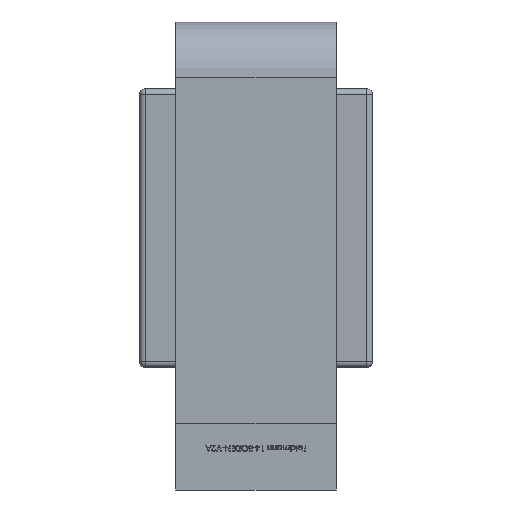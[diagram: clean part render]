
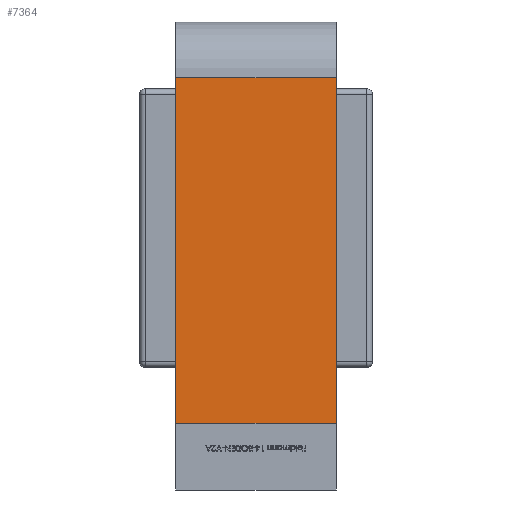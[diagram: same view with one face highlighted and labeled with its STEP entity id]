
A CAD part, front view. The second image highlights one B-rep face of the part: STEP entity #7364.
In plain terms, the highlighted planar face has unit normal (0, -1, 0).
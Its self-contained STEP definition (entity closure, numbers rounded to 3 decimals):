
#79 = CARTESIAN_POINT ( 'NONE',  ( 7.2, -5., 31. ) ) ;
#194 = VECTOR ( 'NONE', #8307, 1000. ) ;
#414 = EDGE_CURVE ( 'NONE', #9322, #13147, #3936, .T. ) ;
#645 = VERTEX_POINT ( 'NONE', #3107 ) ;
#3107 = CARTESIAN_POINT ( 'NONE',  ( -7.2, -5., 0. ) ) ;
#3133 = DIRECTION ( 'NONE',  ( 0., 1., 0. ) ) ;
#3220 = LINE ( 'NONE', #7268, #194 ) ;
#3669 = ORIENTED_EDGE ( 'NONE', *, *, #5071, .F. ) ;
#3771 = LINE ( 'NONE', #7518, #5241 ) ;
#3936 = LINE ( 'NONE', #11265, #10411 ) ;
#4624 = VECTOR ( 'NONE', #6474, 1000. ) ;
#4630 = VERTEX_POINT ( 'NONE', #5508 ) ;
#4926 = DIRECTION ( 'NONE',  ( 0., 0., -1. ) ) ;
#4990 = FACE_OUTER_BOUND ( 'NONE', #12398, .T. ) ;
#5071 = EDGE_CURVE ( 'NONE', #13147, #645, #3220, .T. ) ;
#5241 = VECTOR ( 'NONE', #6303, 1000. ) ;
#5508 = CARTESIAN_POINT ( 'NONE',  ( -7.2, -5., 31. ) ) ;
#6292 = LINE ( 'NONE', #6392, #4624 ) ;
#6303 = DIRECTION ( 'NONE',  ( -1., 0., 0. ) ) ;
#6392 = CARTESIAN_POINT ( 'NONE',  ( -7.2, -5., 31. ) ) ;
#6474 = DIRECTION ( 'NONE',  ( 0., 0., -1. ) ) ;
#7268 = CARTESIAN_POINT ( 'NONE',  ( 7.2, -5., 0. ) ) ;
#7364 = ADVANCED_FACE ( 'NONE', ( #4990 ), #9378, .F. ) ;
#7518 = CARTESIAN_POINT ( 'NONE',  ( 7.2, -5., 31. ) ) ;
#8307 = DIRECTION ( 'NONE',  ( -1., 0., 0. ) ) ;
#9322 = VERTEX_POINT ( 'NONE', #79 ) ;
#9378 = PLANE ( 'NONE',  #10559 ) ;
#10355 = ORIENTED_EDGE ( 'NONE', *, *, #10675, .T. ) ;
#10411 = VECTOR ( 'NONE', #4926, 1000. ) ;
#10559 = AXIS2_PLACEMENT_3D ( 'NONE', #12726, #3133, #11562 ) ;
#10675 = EDGE_CURVE ( 'NONE', #4630, #645, #6292, .T. ) ;
#11265 = CARTESIAN_POINT ( 'NONE',  ( 7.2, -5., 31. ) ) ;
#11471 = ORIENTED_EDGE ( 'NONE', *, *, #414, .F. ) ;
#11562 = DIRECTION ( 'NONE',  ( 0., 0., 1. ) ) ;
#12269 = CARTESIAN_POINT ( 'NONE',  ( 7.2, -5., 0. ) ) ;
#12398 = EDGE_LOOP ( 'NONE', ( #10355, #3669, #11471, #12750 ) ) ;
#12726 = CARTESIAN_POINT ( 'NONE',  ( 7.2, -5., 31. ) ) ;
#12750 = ORIENTED_EDGE ( 'NONE', *, *, #12842, .T. ) ;
#12842 = EDGE_CURVE ( 'NONE', #9322, #4630, #3771, .T. ) ;
#13147 = VERTEX_POINT ( 'NONE', #12269 ) ;
